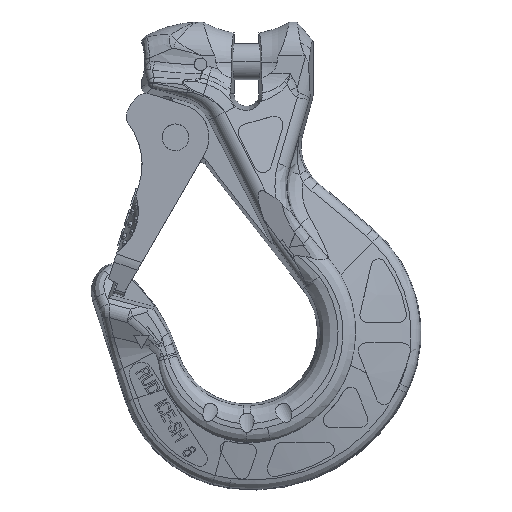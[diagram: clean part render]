
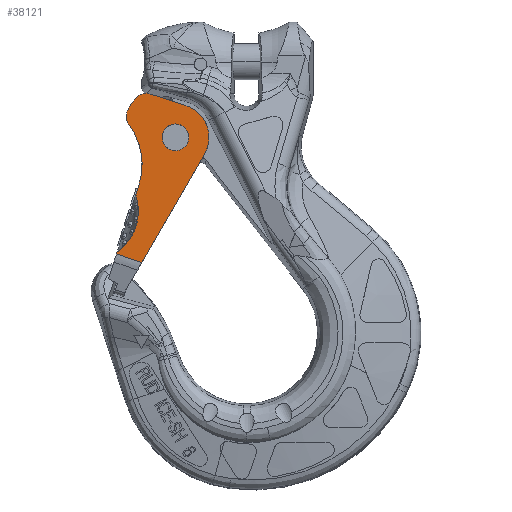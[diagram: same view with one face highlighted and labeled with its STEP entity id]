
A CAD part, top view. The second image highlights one B-rep face of the part: STEP entity #38121.
In plain terms, the highlighted face is planar.
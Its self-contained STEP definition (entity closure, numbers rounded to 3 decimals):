
#35672=DIRECTION('',(-0.996,0.011,-0.087));
#35673=VECTOR('',#35672,8.01);
#35674=CARTESIAN_POINT('',(1.979,-38.711,
13.173));
#35675=LINE('',#35674,#35673);
#35681=CARTESIAN_POINT('',(-4.,0.,12.65));
#35682=CARTESIAN_POINT('',(-4.,0.471,12.65));
#35683=CARTESIAN_POINT('',(-3.829,1.49,
12.665));
#35684=CARTESIAN_POINT('',(-2.912,2.913,
12.745));
#35685=CARTESIAN_POINT('',(-1.729,3.676,
12.849));
#35686=CARTESIAN_POINT('',(-0.722,3.958,
12.937));
#35687=CARTESIAN_POINT('',(0.,4.021,13.));
#35688=CARTESIAN_POINT('',(0.722,3.958,
13.063));
#35689=CARTESIAN_POINT('',(1.729,3.676,13.151));
#35690=CARTESIAN_POINT('',(2.912,2.913,13.255));
#35691=CARTESIAN_POINT('',(3.829,1.49,13.335));
#35692=CARTESIAN_POINT('',(4.,0.471,13.35));
#35693=CARTESIAN_POINT('',(4.,0.,13.35));
#35695=CARTESIAN_POINT('',(4.,0.,13.35));
#35696=CARTESIAN_POINT('',(4.,-0.471,13.35));
#35697=CARTESIAN_POINT('',(3.829,-1.49,
13.335));
#35698=CARTESIAN_POINT('',(2.912,-2.913,
13.255));
#35699=CARTESIAN_POINT('',(1.729,-3.676,
13.151));
#35700=CARTESIAN_POINT('',(0.722,-3.958,
13.063));
#35701=CARTESIAN_POINT('',(0.,-4.021,13.));
#35702=CARTESIAN_POINT('',(-0.722,-3.958,
12.937));
#35703=CARTESIAN_POINT('',(-1.729,-3.676,
12.849));
#35704=CARTESIAN_POINT('',(-2.912,-2.913,
12.745));
#35705=CARTESIAN_POINT('',(-3.829,-1.49,
12.665));
#35706=CARTESIAN_POINT('',(-4.,-0.471,12.65));
#35707=CARTESIAN_POINT('',(-4.,0.,12.65));
#35709=DIRECTION('',(0.,1.,0.));
#35710=VECTOR('',#35709,0.635);
#35711=CARTESIAN_POINT('',(-6.,-38.619,12.475));
#35712=LINE('',#35711,#35710);
#35713=CARTESIAN_POINT('',(-17.863,-29.,11.437));
#35714=DIRECTION('',(0.087,0.,-0.996));
#35715=DIRECTION('',(0.996,0.,0.087));
#35716=AXIS2_PLACEMENT_3D('',#35713,#35714,#35715);
#35718=CARTESIAN_POINT('',(-17.863,-29.,11.437));
#35719=DIRECTION('',(-0.087,0.,0.996));
#35720=DIRECTION('',(0.996,0.,0.087));
#35721=AXIS2_PLACEMENT_3D('',#35718,#35719,#35720);
#35723=DIRECTION('',(0.,1.,0.));
#35724=VECTOR('',#35723,3.015);
#35725=CARTESIAN_POINT('',(-6.,-20.015,12.475));
#35726=LINE('',#35725,#35724);
#35727=CARTESIAN_POINT('',(-6.,-17.,12.475));
#35728=CARTESIAN_POINT('',(-6.,-15.271,12.475));
#35729=CARTESIAN_POINT('',(-6.436,-12.039,
12.437));
#35730=CARTESIAN_POINT('',(-8.09,-7.713,
12.292));
#35731=CARTESIAN_POINT('',(-10.672,-3.871,
12.066));
#35732=CARTESIAN_POINT('',(-13.057,-1.656,
11.858));
#35733=CARTESIAN_POINT('',(-14.466,-0.661,
11.734));
#35735=CARTESIAN_POINT('',(-16.116,3.194,
11.59));
#35736=CARTESIAN_POINT('',(-15.888,4.734,
11.61));
#35737=CARTESIAN_POINT('',(-15.456,6.214,
11.648));
#35738=CARTESIAN_POINT('',(-14.822,7.634,
11.703));
#35740=DIRECTION('',(0.996,0.,0.087));
#35741=VECTOR('',#35740,11.212);
#35742=CARTESIAN_POINT('',(-11.169,10.003,
12.023));
#35743=LINE('',#35742,#35741);
#35744=CARTESIAN_POINT('',(9.783,-2.084,
13.856));
#35745=CARTESIAN_POINT('',(9.998,-1.075,
13.875));
#35746=CARTESIAN_POINT('',(10.071,0.653,
13.881));
#35747=CARTESIAN_POINT('',(9.535,3.556,13.834));
#35748=CARTESIAN_POINT('',(7.956,6.447,13.696));
#35749=CARTESIAN_POINT('',(5.456,8.59,13.477));
#35750=CARTESIAN_POINT('',(2.73,9.715,13.239));
#35751=CARTESIAN_POINT('',(1.028,10.003,13.09));
#35752=CARTESIAN_POINT('',(0.,10.003,13.));
#35754=DIRECTION('',(0.208,0.978,0.018));
#35755=VECTOR('',#35754,37.455);
#35756=CARTESIAN_POINT('',(1.979,-38.711,
13.173));
#35757=LINE('',#35756,#35755);
#36056=CARTESIAN_POINT('',(-14.466,-0.661,
11.734));
#36057=CARTESIAN_POINT('',(-15.136,-0.188,
11.676));
#36058=CARTESIAN_POINT('',(-15.986,0.967,
11.601));
#36059=CARTESIAN_POINT('',(-16.237,2.381,
11.579));
#36060=CARTESIAN_POINT('',(-16.116,3.194,
11.59));
#36080=CARTESIAN_POINT('',(-14.822,7.634,
11.703));
#36081=CARTESIAN_POINT('',(-14.645,8.03,
11.719));
#36082=CARTESIAN_POINT('',(-14.205,8.686,
11.757));
#36083=CARTESIAN_POINT('',(-13.371,9.4,
11.83));
#36084=CARTESIAN_POINT('',(-12.378,9.869,
11.917));
#36085=CARTESIAN_POINT('',(-11.601,10.003,
11.985));
#36086=CARTESIAN_POINT('',(-11.169,10.003,
12.023));
#37196=VERTEX_POINT('',#36080);
#37197=VERTEX_POINT('',#36086);
#37198=VERTEX_POINT('',#36056);
#37199=VERTEX_POINT('',#36060);
#37200=CARTESIAN_POINT('',(0.,10.003,13.));
#37201=VERTEX_POINT('',#37200);
#37202=VERTEX_POINT('',#35727);
#37203=VERTEX_POINT('',#35681);
#37204=VERTEX_POINT('',#35693);
#37205=CARTESIAN_POINT('',(-3.002,-29.,12.737));
#37206=CARTESIAN_POINT('',(-6.,-20.015,12.475));
#37207=VERTEX_POINT('',#37205);
#37208=VERTEX_POINT('',#37206);
#37209=CARTESIAN_POINT('',(-6.,-37.985,12.475));
#37210=VERTEX_POINT('',#37209);
#37211=VERTEX_POINT('',#35744);
#37244=CARTESIAN_POINT('',(1.979,-38.711,
13.173));
#37245=CARTESIAN_POINT('',(-6.,-38.619,12.475));
#37246=VERTEX_POINT('',#37244);
#37247=VERTEX_POINT('',#37245);
#38088=CARTESIAN_POINT('',(0.,-41.2,13.));
#38089=DIRECTION('',(-0.087,0.,0.996));
#38090=DIRECTION('',(0.,-1.,0.));
#38091=AXIS2_PLACEMENT_3D('',#38088,#38089,#38090);
#38092=PLANE('',#38091);
#38093=ORIENTED_EDGE('',*,*,#38081,.T.);
#38094=ORIENTED_EDGE('',*,*,#37655,.T.);
#38096=ORIENTED_EDGE('',*,*,#38095,.F.);
#38098=ORIENTED_EDGE('',*,*,#38097,.T.);
#38099=ORIENTED_EDGE('',*,*,#37651,.T.);
#38100=ORIENTED_EDGE('',*,*,#37780,.T.);
#38102=ORIENTED_EDGE('',*,*,#38101,.T.);
#38104=ORIENTED_EDGE('',*,*,#38103,.T.);
#38106=ORIENTED_EDGE('',*,*,#38105,.T.);
#38108=ORIENTED_EDGE('',*,*,#38107,.T.);
#38110=ORIENTED_EDGE('',*,*,#38109,.F.);
#38112=ORIENTED_EDGE('',*,*,#38111,.F.);
#38113=EDGE_LOOP('',(#38093,#38094,#38096,#38098,#38099,#38100,#38102,#38104,
#38106,#38108,#38110,#38112));
#38114=FACE_OUTER_BOUND('',#38113,.F.);
#38116=ORIENTED_EDGE('',*,*,#38115,.F.);
#38118=ORIENTED_EDGE('',*,*,#38117,.F.);
#38119=EDGE_LOOP('',(#38116,#38118));
#38120=FACE_BOUND('',#38119,.F.);
#38121=ADVANCED_FACE('',(#38114,#38120),#38092,.T.);
#35694=B_SPLINE_CURVE_WITH_KNOTS('',3,(#35681,#35682,#35683,#35684,#35685,
#35686,#35687,#35688,#35689,#35690,#35691,#35692,#35693),.UNSPECIFIED.,.F.,.F.,(
4,1,1,1,1,1,1,1,1,1,4),(0.,0.125,0.25,0.375,0.438,0.5,0.563,
0.625,0.75,0.875,1.),.UNSPECIFIED.);
#35708=B_SPLINE_CURVE_WITH_KNOTS('',3,(#35695,#35696,#35697,#35698,#35699,
#35700,#35701,#35702,#35703,#35704,#35705,#35706,#35707),.UNSPECIFIED.,.F.,.F.,(
4,1,1,1,1,1,1,1,1,1,4),(0.,0.125,0.25,0.375,0.438,0.5,0.563,
0.625,0.75,0.875,1.),.UNSPECIFIED.);
#35717=CIRCLE('',#35716,14.918);
#35722=CIRCLE('',#35721,14.918);
#35734=B_SPLINE_CURVE_WITH_KNOTS('',3,(#35727,#35728,#35729,#35730,#35731,
#35732,#35733),.UNSPECIFIED.,.F.,.F.,(4,1,1,1,4),(0.,0.25,0.5,0.75,
1.),.UNSPECIFIED.);
#35739=B_SPLINE_CURVE_WITH_KNOTS('',3,(#35735,#35736,#35737,#35738),
.UNSPECIFIED.,.F.,.F.,(4,4),(0.,1.),.UNSPECIFIED.);
#35753=B_SPLINE_CURVE_WITH_KNOTS('',3,(#35744,#35745,#35746,#35747,#35748,
#35749,#35750,#35751,#35752),.UNSPECIFIED.,.F.,.F.,(4,1,1,1,1,1,4),(0.,
0.125,0.25,0.5,0.75,0.875,1.),.UNSPECIFIED.);
#36061=B_SPLINE_CURVE_WITH_KNOTS('',3,(#36056,#36057,#36058,#36059,#36060),
.UNSPECIFIED.,.F.,.F.,(4,1,4),(0.,0.5,1.),.UNSPECIFIED.);
#36087=B_SPLINE_CURVE_WITH_KNOTS('',3,(#36080,#36081,#36082,#36083,#36084,
#36085,#36086),.UNSPECIFIED.,.F.,.F.,(4,1,1,1,4),(0.,0.25,0.5,0.75,
1.),.UNSPECIFIED.);
#37651=EDGE_CURVE('',#37208,#37202,#35726,.T.);
#37655=EDGE_CURVE('',#37247,#37210,#35712,.T.);
#37780=EDGE_CURVE('',#37202,#37198,#35734,.T.);
#38081=EDGE_CURVE('',#37246,#37247,#35675,.T.);
#38095=EDGE_CURVE('',#37207,#37210,#35717,.T.);
#38097=EDGE_CURVE('',#37207,#37208,#35722,.T.);
#38101=EDGE_CURVE('',#37198,#37199,#36061,.T.);
#38103=EDGE_CURVE('',#37199,#37196,#35739,.T.);
#38105=EDGE_CURVE('',#37196,#37197,#36087,.T.);
#38107=EDGE_CURVE('',#37197,#37201,#35743,.T.);
#38109=EDGE_CURVE('',#37211,#37201,#35753,.T.);
#38111=EDGE_CURVE('',#37246,#37211,#35757,.T.);
#38115=EDGE_CURVE('',#37203,#37204,#35694,.T.);
#38117=EDGE_CURVE('',#37204,#37203,#35708,.T.);
